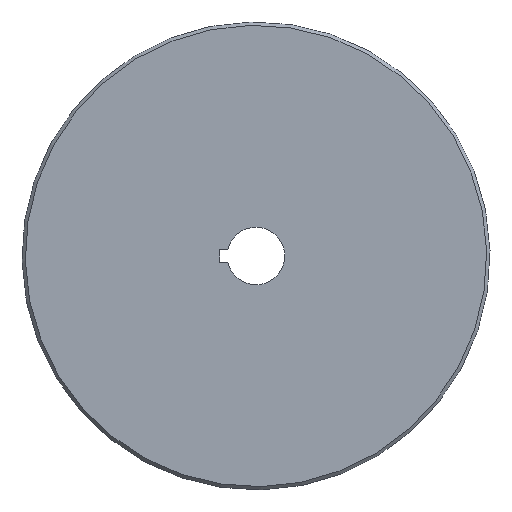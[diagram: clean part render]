
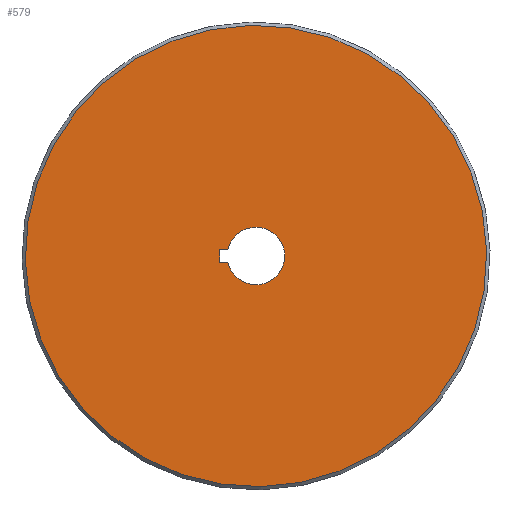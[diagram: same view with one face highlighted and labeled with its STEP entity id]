
A CAD part, front view. The second image highlights one B-rep face of the part: STEP entity #579.
In plain terms, the highlighted planar face has unit normal (0, -1, 0).
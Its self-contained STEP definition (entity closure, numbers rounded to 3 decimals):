
#57=CARTESIAN_POINT('Axis2P3D Location',(0.,-11.,0.)) ;
#61=CARTESIAN_POINT('Vertex',(4.123,-11.,7.547)) ;
#63=CARTESIAN_POINT('Vertex',(-4.123,-11.,-7.547)) ;
#97=CARTESIAN_POINT('Vertex',(-8.41,-11.,-1.8)) ;
#102=CARTESIAN_POINT('Axis2P3D Location',(0.,-11.,0.)) ;
#124=CARTESIAN_POINT('Vertex',(-8.41,-11.,1.8)) ;
#134=CARTESIAN_POINT('Axis2P3D Location',(0.,-11.,0.)) ;
#158=CARTESIAN_POINT('Line Origine',(-9.655,-11.,1.8)) ;
#162=CARTESIAN_POINT('Vertex',(-10.9,-11.,1.8)) ;
#182=CARTESIAN_POINT('Line Origine',(-10.9,-11.,0.)) ;
#186=CARTESIAN_POINT('Vertex',(-10.9,-11.,-1.8)) ;
#213=CARTESIAN_POINT('Line Origine',(-9.655,-11.,-1.8)) ;
#548=CARTESIAN_POINT('Axis2P3D Location',(0.,-11.,70.)) ;
#553=CARTESIAN_POINT('Axis2P3D Location',(0.,-11.,0.)) ;
#557=CARTESIAN_POINT('Vertex',(33.08,-11.,60.553)) ;
#559=CARTESIAN_POINT('Vertex',(-33.08,-11.,-60.553)) ;
#562=CARTESIAN_POINT('Axis2P3D Location',(0.,-11.,0.)) ;
#58=DIRECTION('Axis2P3D Direction',(0.,1.,0.)) ;
#103=DIRECTION('Axis2P3D Direction',(0.,1.,0.)) ;
#135=DIRECTION('Axis2P3D Direction',(0.,1.,0.)) ;
#159=DIRECTION('Vector Direction',(1.,0.,0.)) ;
#183=DIRECTION('Vector Direction',(0.,0.,-1.)) ;
#214=DIRECTION('Vector Direction',(-1.,0.,0.)) ;
#549=DIRECTION('Axis2P3D Direction',(0.,1.,0.)) ;
#550=DIRECTION('Axis2P3D XDirection',(1.,-0.,0.)) ;
#554=DIRECTION('Axis2P3D Direction',(0.,1.,0.)) ;
#563=DIRECTION('Axis2P3D Direction',(0.,1.,0.)) ;
#59=AXIS2_PLACEMENT_3D('Circle Axis2P3D',#57,#58,$) ;
#104=AXIS2_PLACEMENT_3D('Circle Axis2P3D',#102,#103,$) ;
#136=AXIS2_PLACEMENT_3D('Circle Axis2P3D',#134,#135,$) ;
#551=AXIS2_PLACEMENT_3D('Plane Axis2P3D',#548,#549,#550) ;
#555=AXIS2_PLACEMENT_3D('Circle Axis2P3D',#553,#554,$) ;
#564=AXIS2_PLACEMENT_3D('Circle Axis2P3D',#562,#563,$) ;
#568=ORIENTED_EDGE('',*,*,#561,.F.) ;
#569=ORIENTED_EDGE('',*,*,#566,.F.) ;
#572=ORIENTED_EDGE('',*,*,#217,.T.) ;
#573=ORIENTED_EDGE('',*,*,#188,.F.) ;
#574=ORIENTED_EDGE('',*,*,#164,.T.) ;
#575=ORIENTED_EDGE('',*,*,#138,.T.) ;
#576=ORIENTED_EDGE('',*,*,#65,.T.) ;
#577=ORIENTED_EDGE('',*,*,#106,.T.) ;
#578=FACE_BOUND('',#571,.T.) ;
#160=VECTOR('Line Direction',#159,1.) ;
#184=VECTOR('Line Direction',#183,1.) ;
#215=VECTOR('Line Direction',#214,1.) ;
#579=ADVANCED_FACE('Corps principal',(#570,#578),#552,.F.) ;
#60=CIRCLE('generated circle',#59,8.6) ;
#105=CIRCLE('generated circle',#104,8.6) ;
#137=CIRCLE('generated circle',#136,8.6) ;
#556=CIRCLE('generated circle',#555,69.) ;
#565=CIRCLE('generated circle',#564,69.) ;
#65=EDGE_CURVE('',#62,#64,#60,.T.) ;
#106=EDGE_CURVE('',#64,#98,#105,.T.) ;
#138=EDGE_CURVE('',#125,#62,#137,.T.) ;
#164=EDGE_CURVE('',#163,#125,#161,.T.) ;
#188=EDGE_CURVE('',#163,#187,#185,.T.) ;
#217=EDGE_CURVE('',#98,#187,#216,.T.) ;
#561=EDGE_CURVE('',#558,#560,#556,.T.) ;
#566=EDGE_CURVE('',#560,#558,#565,.T.) ;
#567=EDGE_LOOP('',(#568,#569)) ;
#571=EDGE_LOOP('',(#572,#573,#574,#575,#576,#577)) ;
#570=FACE_OUTER_BOUND('',#567,.T.) ;
#161=LINE('Line',#158,#160) ;
#185=LINE('Line',#182,#184) ;
#216=LINE('Line',#213,#215) ;
#552=PLANE('Plane',#551) ;
#62=VERTEX_POINT('',#61) ;
#64=VERTEX_POINT('',#63) ;
#98=VERTEX_POINT('',#97) ;
#125=VERTEX_POINT('',#124) ;
#163=VERTEX_POINT('',#162) ;
#187=VERTEX_POINT('',#186) ;
#558=VERTEX_POINT('',#557) ;
#560=VERTEX_POINT('',#559) ;
